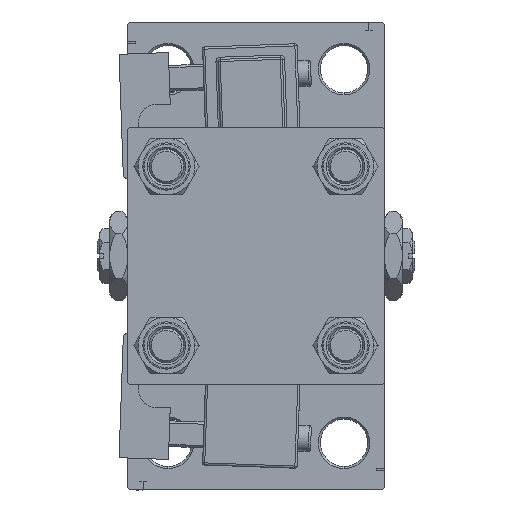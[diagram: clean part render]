
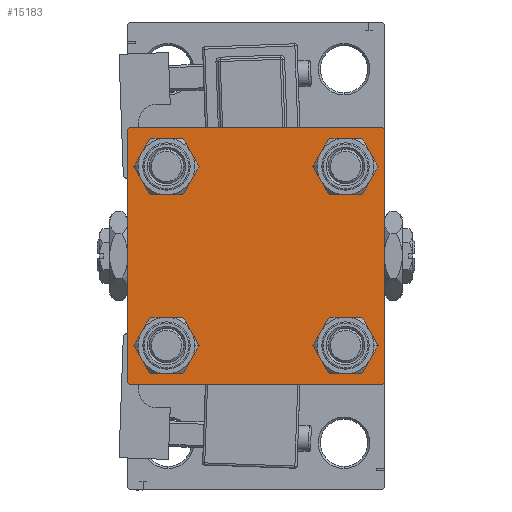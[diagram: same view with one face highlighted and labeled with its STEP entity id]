
A CAD part, left-side view. The second image highlights one B-rep face of the part: STEP entity #15183.
In plain terms, the highlighted planar face has unit normal (-1, 0, 0).
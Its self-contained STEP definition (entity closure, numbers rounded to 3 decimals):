
#9 = LINE ( 'NONE', #50573, #34168 ) ;
#291 = FACE_BOUND ( 'NONE', #4054, .T. ) ;
#465 = CARTESIAN_POINT ( 'NONE',  ( 0., 29.75, 29.75 ) ) ;
#727 = LINE ( 'NONE', #465, #26473 ) ;
#971 = CIRCLE ( 'NONE', #7108, 4.5 ) ;
#1265 = CARTESIAN_POINT ( 'NONE',  ( 0., 29.5, -30. ) ) ;
#1689 = VERTEX_POINT ( 'NONE', #7410 ) ;
#1793 = ORIENTED_EDGE ( 'NONE', *, *, #33075, .T. ) ;
#1913 = DIRECTION ( 'NONE',  ( 1., 0., 0. ) ) ;
#2144 = DIRECTION ( 'NONE',  ( 1., 0., 0. ) ) ;
#2674 = CIRCLE ( 'NONE', #45466, 4.5 ) ;
#4054 = EDGE_LOOP ( 'NONE', ( #5383, #19848 ) ) ;
#4107 = PLANE ( 'NONE',  #51635 ) ;
#4368 = FACE_OUTER_BOUND ( 'NONE', #40315, .T. ) ;
#4419 = CIRCLE ( 'NONE', #48050, 4.5 ) ;
#4578 = VERTEX_POINT ( 'NONE', #29444 ) ;
#5139 = DIRECTION ( 'NONE',  ( 0., 0., -1. ) ) ;
#5232 = CARTESIAN_POINT ( 'NONE',  ( 0., 29.75, -29.75 ) ) ;
#5383 = ORIENTED_EDGE ( 'NONE', *, *, #49215, .T. ) ;
#6385 = VERTEX_POINT ( 'NONE', #36278 ) ;
#6510 = ORIENTED_EDGE ( 'NONE', *, *, #21945, .T. ) ;
#7108 = AXIS2_PLACEMENT_3D ( 'NONE', #13933, #1913, #17770 ) ;
#7174 = VECTOR ( 'NONE', #29826, 1000. ) ;
#7410 = CARTESIAN_POINT ( 'NONE',  ( 0., -20.85, -25.35 ) ) ;
#7460 = EDGE_CURVE ( 'NONE', #33042, #6385, #26870, .T. ) ;
#8210 = DIRECTION ( 'NONE',  ( 0., 0., 1. ) ) ;
#8563 = VECTOR ( 'NONE', #43272, 1000. ) ;
#8733 = FACE_BOUND ( 'NONE', #9881, .T. ) ;
#9820 = CARTESIAN_POINT ( 'NONE',  ( 0., -29.75, -29.75 ) ) ;
#9881 = EDGE_LOOP ( 'NONE', ( #16324, #46884 ) ) ;
#9961 = ORIENTED_EDGE ( 'NONE', *, *, #18156, .F. ) ;
#10869 = CARTESIAN_POINT ( 'NONE',  ( 0., -29.5, 30. ) ) ;
#11094 = DIRECTION ( 'NONE',  ( 0., 0., 1. ) ) ;
#11133 = ORIENTED_EDGE ( 'NONE', *, *, #15266, .T. ) ;
#11396 = DIRECTION ( 'NONE',  ( 1., 0., 0. ) ) ;
#12832 = DIRECTION ( 'NONE',  ( -1., 0., 0. ) ) ;
#13238 = VECTOR ( 'NONE', #23509, 1000. ) ;
#13933 = CARTESIAN_POINT ( 'NONE',  ( 0., 20.85, -20.85 ) ) ;
#14108 = AXIS2_PLACEMENT_3D ( 'NONE', #47264, #2144, #51109 ) ;
#14168 = CARTESIAN_POINT ( 'NONE',  ( 0., -20.85, 16.35 ) ) ;
#14657 = DIRECTION ( 'NONE',  ( 0., 0., 1. ) ) ;
#15171 = EDGE_CURVE ( 'NONE', #20391, #18334, #9, .T. ) ;
#15183 = ADVANCED_FACE ( 'NONE', ( #8733, #50316, #291, #45668, #4368 ), #4107, .T. ) ;
#15266 = EDGE_CURVE ( 'NONE', #51317, #15478, #37709, .T. ) ;
#15478 = VERTEX_POINT ( 'NONE', #28907 ) ;
#15776 = VERTEX_POINT ( 'NONE', #32393 ) ;
#16013 = AXIS2_PLACEMENT_3D ( 'NONE', #30422, #17859, #22776 ) ;
#16324 = ORIENTED_EDGE ( 'NONE', *, *, #31570, .T. ) ;
#17492 = ORIENTED_EDGE ( 'NONE', *, *, #48633, .T. ) ;
#17639 = EDGE_LOOP ( 'NONE', ( #23384, #17492 ) ) ;
#17725 = VERTEX_POINT ( 'NONE', #1265 ) ;
#17770 = DIRECTION ( 'NONE',  ( 0., 0., 1. ) ) ;
#17859 = DIRECTION ( 'NONE',  ( 1., 0., 0. ) ) ;
#18156 = EDGE_CURVE ( 'NONE', #39652, #52219, #35817, .T. ) ;
#18334 = VERTEX_POINT ( 'NONE', #10869 ) ;
#18697 = AXIS2_PLACEMENT_3D ( 'NONE', #22143, #30326, #47561 ) ;
#19208 = EDGE_CURVE ( 'NONE', #44056, #17725, #20843, .T. ) ;
#19845 = CARTESIAN_POINT ( 'NONE',  ( 0., -30., 29.5 ) ) ;
#19848 = ORIENTED_EDGE ( 'NONE', *, *, #7460, .T. ) ;
#20391 = VERTEX_POINT ( 'NONE', #33214 ) ;
#20843 = LINE ( 'NONE', #5232, #7174 ) ;
#21945 = EDGE_CURVE ( 'NONE', #15776, #52219, #47286, .T. ) ;
#22143 = CARTESIAN_POINT ( 'NONE',  ( 0., 20.85, 20.85 ) ) ;
#22528 = CARTESIAN_POINT ( 'NONE',  ( 0., -20.85, -16.35 ) ) ;
#22776 = DIRECTION ( 'NONE',  ( 0., 0., 1. ) ) ;
#23282 = CARTESIAN_POINT ( 'NONE',  ( 0., 30., -30. ) ) ;
#23384 = ORIENTED_EDGE ( 'NONE', *, *, #23666, .T. ) ;
#23406 = CARTESIAN_POINT ( 'NONE',  ( 0., -20.85, 20.85 ) ) ;
#23507 = VERTEX_POINT ( 'NONE', #14168 ) ;
#23509 = DIRECTION ( 'NONE',  ( 0., 0., -1. ) ) ;
#23666 = EDGE_CURVE ( 'NONE', #24941, #1689, #4419, .T. ) ;
#23764 = AXIS2_PLACEMENT_3D ( 'NONE', #31602, #48020, #11094 ) ;
#24126 = CARTESIAN_POINT ( 'NONE',  ( 0., -20.85, 25.35 ) ) ;
#24307 = CARTESIAN_POINT ( 'NONE',  ( 0., 30., -29.5 ) ) ;
#24941 = VERTEX_POINT ( 'NONE', #22528 ) ;
#25910 = LINE ( 'NONE', #34113, #41999 ) ;
#26060 = VECTOR ( 'NONE', #26382, 1000. ) ;
#26382 = DIRECTION ( 'NONE',  ( 0., 0.707, 0.707 ) ) ;
#26473 = VECTOR ( 'NONE', #49694, 1000. ) ;
#26501 = DIRECTION ( 'NONE',  ( 0., -0.707, 0.707 ) ) ;
#26870 = CIRCLE ( 'NONE', #31235, 4.5 ) ;
#28351 = DIRECTION ( 'NONE',  ( 0., 0., 1. ) ) ;
#28907 = CARTESIAN_POINT ( 'NONE',  ( 0., 20.85, 25.35 ) ) ;
#29444 = CARTESIAN_POINT ( 'NONE',  ( 0., 30., 29.5 ) ) ;
#29557 = CARTESIAN_POINT ( 'NONE',  ( 0., 20.85, 16.35 ) ) ;
#29826 = DIRECTION ( 'NONE',  ( 0., -0.707, -0.707 ) ) ;
#30326 = DIRECTION ( 'NONE',  ( 1., 0., 0. ) ) ;
#30422 = CARTESIAN_POINT ( 'NONE',  ( 0., -20.85, 20.85 ) ) ;
#31172 = EDGE_CURVE ( 'NONE', #20391, #4578, #727, .T. ) ;
#31235 = AXIS2_PLACEMENT_3D ( 'NONE', #48807, #31557, #53430 ) ;
#31557 = DIRECTION ( 'NONE',  ( 1., 0., 0. ) ) ;
#31570 = EDGE_CURVE ( 'NONE', #31692, #23507, #49214, .T. ) ;
#31602 = CARTESIAN_POINT ( 'NONE',  ( 0., -20.85, -20.85 ) ) ;
#31692 = VERTEX_POINT ( 'NONE', #24126 ) ;
#32393 = CARTESIAN_POINT ( 'NONE',  ( 0., -29.5, -30. ) ) ;
#33042 = VERTEX_POINT ( 'NONE', #34442 ) ;
#33075 = EDGE_CURVE ( 'NONE', #15478, #51317, #42285, .T. ) ;
#33214 = CARTESIAN_POINT ( 'NONE',  ( 0., 29.5, 30. ) ) ;
#34113 = CARTESIAN_POINT ( 'NONE',  ( 0., 30., 30. ) ) ;
#34144 = DIRECTION ( 'NONE',  ( 0., -1., 0. ) ) ;
#34168 = VECTOR ( 'NONE', #34144, 1000. ) ;
#34442 = CARTESIAN_POINT ( 'NONE',  ( 0., 20.85, -25.35 ) ) ;
#35817 = LINE ( 'NONE', #48404, #13238 ) ;
#36278 = CARTESIAN_POINT ( 'NONE',  ( 0., 20.85, -16.35 ) ) ;
#37709 = CIRCLE ( 'NONE', #14108, 4.5 ) ;
#38062 = CARTESIAN_POINT ( 'NONE',  ( 0., -30., -29.5 ) ) ;
#39013 = DIRECTION ( 'NONE',  ( 1., 0., 0. ) ) ;
#39652 = VERTEX_POINT ( 'NONE', #19845 ) ;
#39710 = ORIENTED_EDGE ( 'NONE', *, *, #44592, .T. ) ;
#40228 = CIRCLE ( 'NONE', #23764, 4.5 ) ;
#40315 = EDGE_LOOP ( 'NONE', ( #43991, #42106, #41587, #6510, #9961, #39710, #42633, #41724 ) ) ;
#40400 = CARTESIAN_POINT ( 'NONE',  ( 0., -20.85, -20.85 ) ) ;
#40414 = VECTOR ( 'NONE', #26501, 1000. ) ;
#41587 = ORIENTED_EDGE ( 'NONE', *, *, #43703, .T. ) ;
#41724 = ORIENTED_EDGE ( 'NONE', *, *, #31172, .T. ) ;
#41999 = VECTOR ( 'NONE', #5139, 1000. ) ;
#42096 = CARTESIAN_POINT ( 'NONE',  ( 0., 0., 0. ) ) ;
#42106 = ORIENTED_EDGE ( 'NONE', *, *, #19208, .T. ) ;
#42285 = CIRCLE ( 'NONE', #18697, 4.5 ) ;
#42633 = ORIENTED_EDGE ( 'NONE', *, *, #15171, .F. ) ;
#43272 = DIRECTION ( 'NONE',  ( 0., -1., 0. ) ) ;
#43703 = EDGE_CURVE ( 'NONE', #17725, #15776, #52013, .T. ) ;
#43991 = ORIENTED_EDGE ( 'NONE', *, *, #49471, .T. ) ;
#44056 = VERTEX_POINT ( 'NONE', #24307 ) ;
#44592 = EDGE_CURVE ( 'NONE', #39652, #18334, #47162, .T. ) ;
#44747 = EDGE_LOOP ( 'NONE', ( #1793, #11133 ) ) ;
#45466 = AXIS2_PLACEMENT_3D ( 'NONE', #23406, #39013, #14657 ) ;
#45668 = FACE_BOUND ( 'NONE', #44747, .T. ) ;
#46884 = ORIENTED_EDGE ( 'NONE', *, *, #48697, .T. ) ;
#47162 = LINE ( 'NONE', #47974, #26060 ) ;
#47264 = CARTESIAN_POINT ( 'NONE',  ( 0., 20.85, 20.85 ) ) ;
#47286 = LINE ( 'NONE', #9820, #40414 ) ;
#47561 = DIRECTION ( 'NONE',  ( 0., 0., 1. ) ) ;
#47974 = CARTESIAN_POINT ( 'NONE',  ( 0., -29.75, 29.75 ) ) ;
#48020 = DIRECTION ( 'NONE',  ( 1., 0., 0. ) ) ;
#48050 = AXIS2_PLACEMENT_3D ( 'NONE', #40400, #11396, #28351 ) ;
#48404 = CARTESIAN_POINT ( 'NONE',  ( 0., -30., 30. ) ) ;
#48633 = EDGE_CURVE ( 'NONE', #1689, #24941, #40228, .T. ) ;
#48697 = EDGE_CURVE ( 'NONE', #23507, #31692, #2674, .T. ) ;
#48807 = CARTESIAN_POINT ( 'NONE',  ( 0., 20.85, -20.85 ) ) ;
#49214 = CIRCLE ( 'NONE', #16013, 4.5 ) ;
#49215 = EDGE_CURVE ( 'NONE', #6385, #33042, #971, .T. ) ;
#49471 = EDGE_CURVE ( 'NONE', #4578, #44056, #25910, .T. ) ;
#49694 = DIRECTION ( 'NONE',  ( 0., 0.707, -0.707 ) ) ;
#50316 = FACE_BOUND ( 'NONE', #17639, .T. ) ;
#50573 = CARTESIAN_POINT ( 'NONE',  ( 0., 30., 30. ) ) ;
#51109 = DIRECTION ( 'NONE',  ( 0., 0., 1. ) ) ;
#51317 = VERTEX_POINT ( 'NONE', #29557 ) ;
#51635 = AXIS2_PLACEMENT_3D ( 'NONE', #42096, #12832, #8210 ) ;
#52013 = LINE ( 'NONE', #23282, #8563 ) ;
#52219 = VERTEX_POINT ( 'NONE', #38062 ) ;
#53430 = DIRECTION ( 'NONE',  ( 0., 0., 1. ) ) ;
